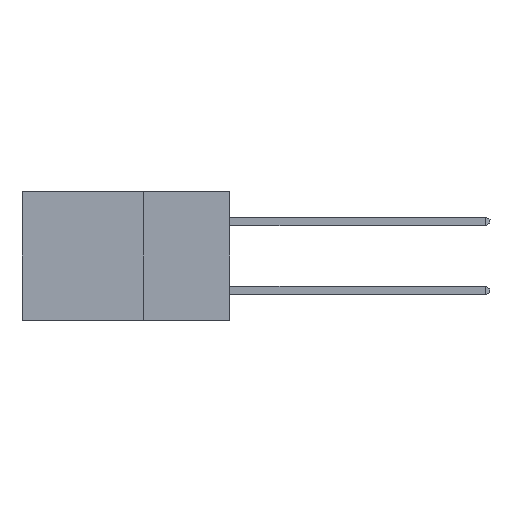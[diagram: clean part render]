
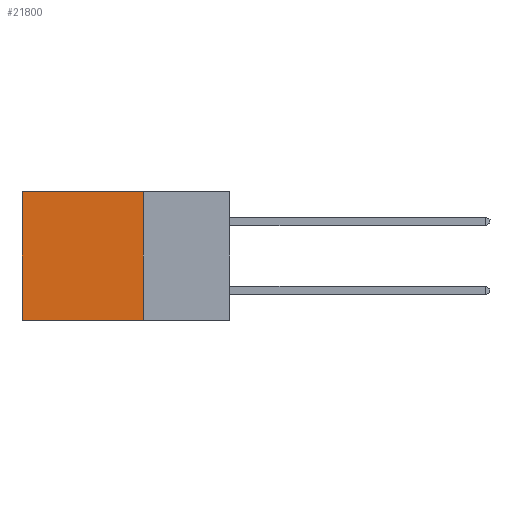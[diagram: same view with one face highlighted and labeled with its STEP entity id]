
A CAD part, left-side view. The second image highlights one B-rep face of the part: STEP entity #21800.
In plain terms, the highlighted planar face has unit normal (-1, 0, 0).
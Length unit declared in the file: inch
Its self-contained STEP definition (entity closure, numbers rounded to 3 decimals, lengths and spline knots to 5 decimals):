
#1007 = VERTEX_POINT ( 'NONE', #8566 ) ;
#1436 = CARTESIAN_POINT ( 'NONE',  ( 0.298, 0.6, 0. ) ) ;
#1697 = EDGE_LOOP ( 'NONE', ( #12768, #6277, #8942, #6729 ) ) ;
#3738 = DIRECTION ( 'NONE',  ( 0., 0., -1. ) ) ;
#4379 = EDGE_CURVE ( 'NONE', #1007, #25650, #16492, .T. ) ;
#5118 = CARTESIAN_POINT ( 'NONE',  ( 0.298, 0.25, -0.37 ) ) ;
#6277 = ORIENTED_EDGE ( 'NONE', *, *, #21116, .F. ) ;
#6728 = VECTOR ( 'NONE', #3738, 39.37008 ) ;
#6729 = ORIENTED_EDGE ( 'NONE', *, *, #8320, .T. ) ;
#7673 = CARTESIAN_POINT ( 'NONE',  ( 0.298, 0.25, 0. ) ) ;
#8320 = EDGE_CURVE ( 'NONE', #1007, #27808, #20585, .T. ) ;
#8566 = CARTESIAN_POINT ( 'NONE',  ( 0.298, 0.25, 0. ) ) ;
#8942 = ORIENTED_EDGE ( 'NONE', *, *, #4379, .F. ) ;
#9710 = PLANE ( 'NONE',  #22698 ) ;
#11928 = CARTESIAN_POINT ( 'NONE',  ( 0.298, 0.25, 0. ) ) ;
#12042 = DIRECTION ( 'NONE',  ( 0., 1., 0. ) ) ;
#12499 = CARTESIAN_POINT ( 'NONE',  ( 0.298, 0.6, 0. ) ) ;
#12512 = LINE ( 'NONE', #1436, #6728 ) ;
#12768 = ORIENTED_EDGE ( 'NONE', *, *, #13610, .T. ) ;
#12865 = CARTESIAN_POINT ( 'NONE',  ( 0.298, 0.6, -0.37 ) ) ;
#13610 = EDGE_CURVE ( 'NONE', #27808, #25971, #12512, .T. ) ;
#14150 = DIRECTION ( 'NONE',  ( 0., 0., -1. ) ) ;
#14151 = VECTOR ( 'NONE', #16152, 39.37008 ) ;
#14732 = VECTOR ( 'NONE', #12042, 39.37008 ) ;
#16152 = DIRECTION ( 'NONE',  ( 0., 1., 0. ) ) ;
#16262 = LINE ( 'NONE', #5118, #14151 ) ;
#16492 = LINE ( 'NONE', #28176, #21585 ) ;
#19572 = DIRECTION ( 'NONE',  ( 0., 0., -1. ) ) ;
#20205 = CARTESIAN_POINT ( 'NONE',  ( 0.298, 0.25, -0.37 ) ) ;
#20585 = LINE ( 'NONE', #7673, #14732 ) ;
#21116 = EDGE_CURVE ( 'NONE', #25650, #25971, #16262, .T. ) ;
#21585 = VECTOR ( 'NONE', #19572, 39.37008 ) ;
#21800 = ADVANCED_FACE ( 'NONE', ( #28388 ), #9710, .F. ) ;
#22698 = AXIS2_PLACEMENT_3D ( 'NONE', #11928, #27185, #14150 ) ;
#25650 = VERTEX_POINT ( 'NONE', #20205 ) ;
#25971 = VERTEX_POINT ( 'NONE', #12865 ) ;
#27185 = DIRECTION ( 'NONE',  ( 1., 0., 0. ) ) ;
#27808 = VERTEX_POINT ( 'NONE', #12499 ) ;
#28176 = CARTESIAN_POINT ( 'NONE',  ( 0.298, 0.25, 0. ) ) ;
#28388 = FACE_OUTER_BOUND ( 'NONE', #1697, .T. ) ;
